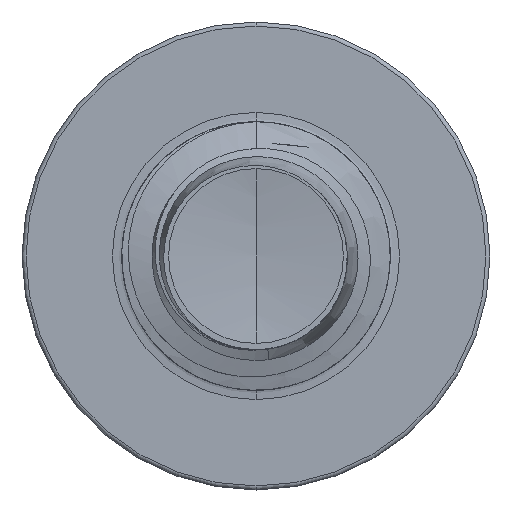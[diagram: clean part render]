
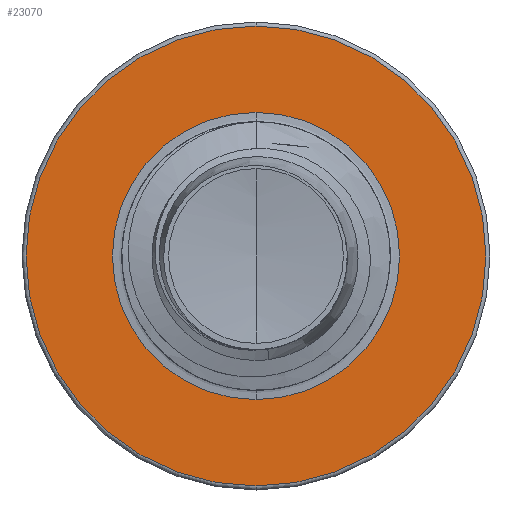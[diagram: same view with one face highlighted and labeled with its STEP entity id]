
A CAD part, front view. The second image highlights one B-rep face of the part: STEP entity #23070.
In plain terms, the highlighted planar face has unit normal (0, -1, 0).
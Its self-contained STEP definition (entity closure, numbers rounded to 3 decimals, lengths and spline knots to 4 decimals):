
#462 = AXIS2_PLACEMENT_3D ( 'NONE', #7551, #26025, #10223 ) ;
#992 = ORIENTED_EDGE ( 'NONE', *, *, #32914, .T. ) ;
#1856 = CIRCLE ( 'NONE', #462, 2.9975 ) ;
#2066 = DIRECTION ( 'NONE',  ( 0., 0., 1. ) ) ;
#2947 = VERTEX_POINT ( 'NONE', #5075 ) ;
#3346 = AXIS2_PLACEMENT_3D ( 'NONE', #33648, #17802, #2066 ) ;
#4241 = VERTEX_POINT ( 'NONE', #23342 ) ;
#4352 = CARTESIAN_POINT ( 'NONE',  ( 0., 16., -1.872 ) ) ;
#4384 = AXIS2_PLACEMENT_3D ( 'NONE', #29075, #13226, #31722 ) ;
#5075 = CARTESIAN_POINT ( 'NONE',  ( 0., 16., -1.872 ) ) ;
#6966 = DIRECTION ( 'NONE',  ( 0., 1., 0. ) ) ;
#7551 = CARTESIAN_POINT ( 'NONE',  ( 0., 16., 0. ) ) ;
#8618 = CIRCLE ( 'NONE', #3346, 1.872 ) ;
#10132 = VERTEX_POINT ( 'NONE', #30424 ) ;
#10223 = DIRECTION ( 'NONE',  ( 0., 0., 1. ) ) ;
#12922 = ORIENTED_EDGE ( 'NONE', *, *, #33793, .F. ) ;
#13226 = DIRECTION ( 'NONE',  ( 0., 1., 0. ) ) ;
#13503 = DIRECTION ( 'NONE',  ( 0., 1., 0. ) ) ;
#15659 = AXIS2_PLACEMENT_3D ( 'NONE', #29356, #13503, #32003 ) ;
#16019 = CIRCLE ( 'NONE', #4384, 1.872 ) ;
#17802 = DIRECTION ( 'NONE',  ( 0., 1., 0. ) ) ;
#18147 = EDGE_CURVE ( 'NONE', #2947, #18672, #16019, .T. ) ;
#18507 = EDGE_LOOP ( 'NONE', ( #26020, #12922 ) ) ;
#18672 = VERTEX_POINT ( 'NONE', #29530 ) ;
#20144 = PLANE ( 'NONE',  #24274 ) ;
#23070 = ADVANCED_FACE ( 'NONE', ( #24374, #25606 ), #20144, .F. ) ;
#23342 = CARTESIAN_POINT ( 'NONE',  ( 0., 16., -2.9975 ) ) ;
#23465 = EDGE_LOOP ( 'NONE', ( #992, #30055 ) ) ;
#23887 = CIRCLE ( 'NONE', #15659, 2.9975 ) ;
#24274 = AXIS2_PLACEMENT_3D ( 'NONE', #4352, #6966, #25433 ) ;
#24374 = FACE_OUTER_BOUND ( 'NONE', #18507, .T. ) ;
#25433 = DIRECTION ( 'NONE',  ( 0., 0., 1. ) ) ;
#25606 = FACE_BOUND ( 'NONE', #23465, .T. ) ;
#26020 = ORIENTED_EDGE ( 'NONE', *, *, #30299, .F. ) ;
#26025 = DIRECTION ( 'NONE',  ( 0., 1., 0. ) ) ;
#29075 = CARTESIAN_POINT ( 'NONE',  ( 0., 16., 0. ) ) ;
#29356 = CARTESIAN_POINT ( 'NONE',  ( 0., 16., 0. ) ) ;
#29530 = CARTESIAN_POINT ( 'NONE',  ( 0., 16., 1.872 ) ) ;
#30055 = ORIENTED_EDGE ( 'NONE', *, *, #18147, .T. ) ;
#30299 = EDGE_CURVE ( 'NONE', #10132, #4241, #1856, .T. ) ;
#30424 = CARTESIAN_POINT ( 'NONE',  ( 0., 16., 2.9975 ) ) ;
#31722 = DIRECTION ( 'NONE',  ( 0., 0., 1. ) ) ;
#32003 = DIRECTION ( 'NONE',  ( 0., 0., 1. ) ) ;
#32914 = EDGE_CURVE ( 'NONE', #18672, #2947, #8618, .T. ) ;
#33648 = CARTESIAN_POINT ( 'NONE',  ( 0., 16., 0. ) ) ;
#33793 = EDGE_CURVE ( 'NONE', #4241, #10132, #23887, .T. ) ;
